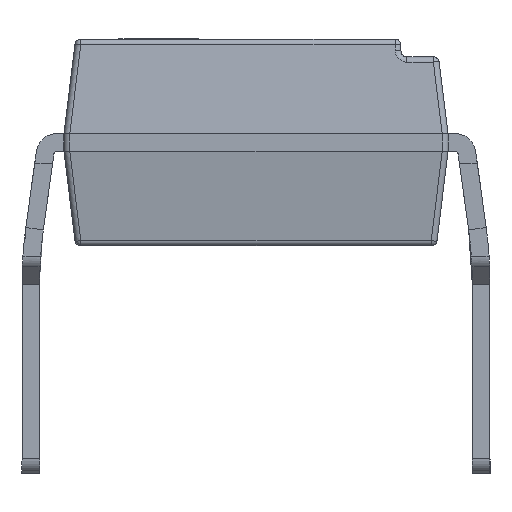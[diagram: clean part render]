
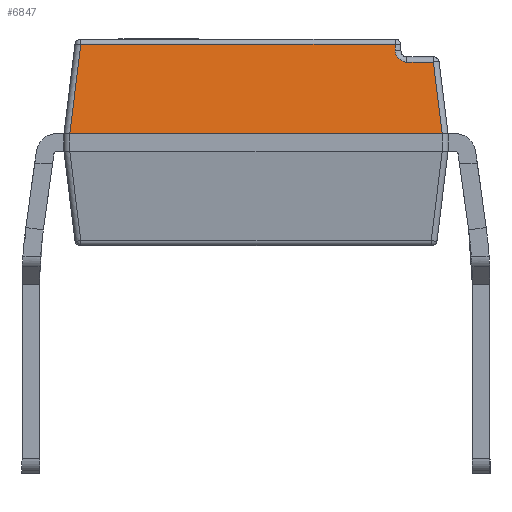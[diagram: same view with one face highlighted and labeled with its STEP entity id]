
A CAD part, left-side view. The second image highlights one B-rep face of the part: STEP entity #6847.
In plain terms, the highlighted planar face has unit normal (-0.993, 0, 0.122).
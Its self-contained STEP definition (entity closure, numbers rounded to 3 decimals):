
#15 = CARTESIAN_POINT ( 'NONE',  ( -9.814, -2.354, 3.412 ) ) ;
#513 = VERTEX_POINT ( 'NONE', #29090 ) ;
#796 = ORIENTED_EDGE ( 'NONE', *, *, #10642, .T. ) ;
#1949 = DIRECTION ( 'NONE',  ( 0.121, 0.121, 0.985 ) ) ;
#2548 = EDGE_CURVE ( 'NONE', #513, #24181, #28714, .T. ) ;
#2829 = VERTEX_POINT ( 'NONE', #29958 ) ;
#3984 = EDGE_CURVE ( 'NONE', #7499, #18511, #25265, .T. ) ;
#4532 = LINE ( 'NONE', #15000, #15090 ) ;
#4677 = VECTOR ( 'NONE', #25452, 1000. ) ;
#4777 = DIRECTION ( 'NONE',  ( 0., 1., 0. ) ) ;
#5185 = EDGE_CURVE ( 'NONE', #2829, #15001, #16590, .T. ) ;
#5186 = DIRECTION ( 'NONE',  ( 0., -1., 0. ) ) ;
#5624 = CARTESIAN_POINT ( 'NONE',  ( -9.827, -2.354, 3.312 ) ) ;
#5889 = CARTESIAN_POINT ( 'NONE',  ( -9.851, -3.002, 3.112 ) ) ;
#6847 = ADVANCED_FACE ( 'NONE', ( #35346 ), #38967, .F. ) ;
#7088 = EDGE_CURVE ( 'NONE', #35794, #15001, #4532, .T. ) ;
#7499 = VERTEX_POINT ( 'NONE', #15 ) ;
#7900 = CARTESIAN_POINT ( 'NONE',  ( -9.804, -2.354, 3.5 ) ) ;
#8350 = CARTESIAN_POINT ( 'NONE',  ( -9.814, 2.965, 3.412 ) ) ;
#8415 = LINE ( 'NONE', #23558, #9576 ) ;
#8642 = CARTESIAN_POINT ( 'NONE',  ( -9.76, -2.911, 3.852 ) ) ;
#8833 = CARTESIAN_POINT ( 'NONE',  ( -10., 3.151, 1.9 ) ) ;
#9028 = CARTESIAN_POINT ( 'NONE',  ( -10., 3.15, 1.9 ) ) ;
#9047 = EDGE_CURVE ( 'NONE', #19838, #24181, #8415, .T. ) ;
#9232 = CARTESIAN_POINT ( 'NONE',  ( -9.851, -2.436, 3.112 ) ) ;
#9417 = LINE ( 'NONE', #12424, #36920 ) ;
#9576 = VECTOR ( 'NONE', #4777, 1000. ) ;
#10416 = ORIENTED_EDGE ( 'NONE', *, *, #9047, .F. ) ;
#10642 = EDGE_CURVE ( 'NONE', #18511, #513, #9417, .T. ) ;
#11201 = DIRECTION ( 'NONE',  ( 0.993, 0., -0.122 ) ) ;
#11666 = EDGE_CURVE ( 'NONE', #19838, #14286, #25674, .T. ) ;
#12424 = CARTESIAN_POINT ( 'NONE',  ( -9.76, 2.911, 3.852 ) ) ;
#14267 = LINE ( 'NONE', #8642, #16639 ) ;
#14286 = VERTEX_POINT ( 'NONE', #17846 ) ;
#14903 = CARTESIAN_POINT ( 'NONE',  ( -9.851, -2.554, 3.112 ) ) ;
#15000 = CARTESIAN_POINT ( 'NONE',  ( -9.851, 0., 3.112 ) ) ;
#15001 = VERTEX_POINT ( 'NONE', #14903 ) ;
#15078 = CARTESIAN_POINT ( 'NONE',  ( -10., 3.15, 1.9 ) ) ;
#15090 = VECTOR ( 'NONE', #30552, 1000. ) ;
#15290 = ORIENTED_EDGE ( 'NONE', *, *, #11666, .T. ) ;
#16590 =( BOUNDED_CURVE ( )  B_SPLINE_CURVE ( 3, ( #5624, #17923, #9232, #39406 ),
 .UNSPECIFIED., .F., .F. ) 
 B_SPLINE_CURVE_WITH_KNOTS ( ( 4, 4 ),
 ( 4.712, 6.283 ),
 .UNSPECIFIED. ) 
 CURVE ( )  GEOMETRIC_REPRESENTATION_ITEM ( )  RATIONAL_B_SPLINE_CURVE ( ( 1., 0.805, 0.805, 1. ) ) 
 REPRESENTATION_ITEM ( '' )  );
#16639 = VECTOR ( 'NONE', #1949, 1000. ) ;
#17746 = ORIENTED_EDGE ( 'NONE', *, *, #20315, .T. ) ;
#17815 = ORIENTED_EDGE ( 'NONE', *, *, #5185, .F. ) ;
#17846 = CARTESIAN_POINT ( 'NONE',  ( -10., -3.151, 1.9 ) ) ;
#17923 = CARTESIAN_POINT ( 'NONE',  ( -9.841, -2.354, 3.195 ) ) ;
#18304 = CARTESIAN_POINT ( 'NONE',  ( -10., 3.15, 1.9 ) ) ;
#18511 = VERTEX_POINT ( 'NONE', #8350 ) ;
#19508 = CARTESIAN_POINT ( 'NONE',  ( -10., -3.151, 1.9 ) ) ;
#19531 = VECTOR ( 'NONE', #20196, 1000. ) ;
#19838 = VERTEX_POINT ( 'NONE', #26093 ) ;
#20196 = DIRECTION ( 'NONE',  ( 0.122, 0., 0.993 ) ) ;
#20315 = EDGE_CURVE ( 'NONE', #2829, #7499, #38626, .T. ) ;
#22786 = CARTESIAN_POINT ( 'NONE',  ( -10., -3.15, 1.9 ) ) ;
#23558 = CARTESIAN_POINT ( 'NONE',  ( -10., -3.25, 1.9 ) ) ;
#24181 = VERTEX_POINT ( 'NONE', #28774 ) ;
#25265 = LINE ( 'NONE', #34208, #4677 ) ;
#25452 = DIRECTION ( 'NONE',  ( 0., 1., 0. ) ) ;
#25674 =( BOUNDED_CURVE ( )  B_SPLINE_CURVE ( 3, ( #31434, #22786, #38177, #19508 ),
 .UNSPECIFIED., .F., .F. ) 
 B_SPLINE_CURVE_WITH_KNOTS ( ( 4, 4 ),
 ( 0., 0.007 ),
 .UNSPECIFIED. ) 
 CURVE ( )  GEOMETRIC_REPRESENTATION_ITEM ( )  RATIONAL_B_SPLINE_CURVE ( ( 1., 1., 1., 1. ) ) 
 REPRESENTATION_ITEM ( '' )  );
#26093 = CARTESIAN_POINT ( 'NONE',  ( -10., -3.15, 1.9 ) ) ;
#26276 = ORIENTED_EDGE ( 'NONE', *, *, #7088, .T. ) ;
#28714 =( BOUNDED_CURVE ( )  B_SPLINE_CURVE ( 3, ( #8833, #9028, #18304, #15078 ),
 .UNSPECIFIED., .F., .T. ) 
 B_SPLINE_CURVE_WITH_KNOTS ( ( 4, 4 ),
 ( 6.276, 6.283 ),
 .UNSPECIFIED. ) 
 CURVE ( )  GEOMETRIC_REPRESENTATION_ITEM ( )  RATIONAL_B_SPLINE_CURVE ( ( 1., 1., 1., 1. ) ) 
 REPRESENTATION_ITEM ( '' )  );
#28774 = CARTESIAN_POINT ( 'NONE',  ( -10., 3.15, 1.9 ) ) ;
#29090 = CARTESIAN_POINT ( 'NONE',  ( -10., 3.151, 1.9 ) ) ;
#29179 = CARTESIAN_POINT ( 'NONE',  ( -9.804, 0., 3.5 ) ) ;
#29886 = AXIS2_PLACEMENT_3D ( 'NONE', #29179, #11201, #5186 ) ;
#29958 = CARTESIAN_POINT ( 'NONE',  ( -9.827, -2.354, 3.312 ) ) ;
#30552 = DIRECTION ( 'NONE',  ( 0., 1., 0. ) ) ;
#31151 = EDGE_LOOP ( 'NONE', ( #796, #37302, #10416, #15290, #32350, #26276, #17815, #17746, #38097 ) ) ;
#31373 = EDGE_CURVE ( 'NONE', #14286, #35794, #14267, .T. ) ;
#31434 = CARTESIAN_POINT ( 'NONE',  ( -10., -3.15, 1.9 ) ) ;
#32350 = ORIENTED_EDGE ( 'NONE', *, *, #31373, .T. ) ;
#34208 = CARTESIAN_POINT ( 'NONE',  ( -9.814, 3.054, 3.412 ) ) ;
#35346 = FACE_OUTER_BOUND ( 'NONE', #31151, .T. ) ;
#35794 = VERTEX_POINT ( 'NONE', #5889 ) ;
#36920 = VECTOR ( 'NONE', #37166, 1000. ) ;
#37166 = DIRECTION ( 'NONE',  ( -0.121, 0.121, -0.985 ) ) ;
#37302 = ORIENTED_EDGE ( 'NONE', *, *, #2548, .T. ) ;
#38097 = ORIENTED_EDGE ( 'NONE', *, *, #3984, .T. ) ;
#38177 = CARTESIAN_POINT ( 'NONE',  ( -10., -3.15, 1.9 ) ) ;
#38626 = LINE ( 'NONE', #7900, #19531 ) ;
#38967 = PLANE ( 'NONE',  #29886 ) ;
#39406 = CARTESIAN_POINT ( 'NONE',  ( -9.851, -2.554, 3.112 ) ) ;
